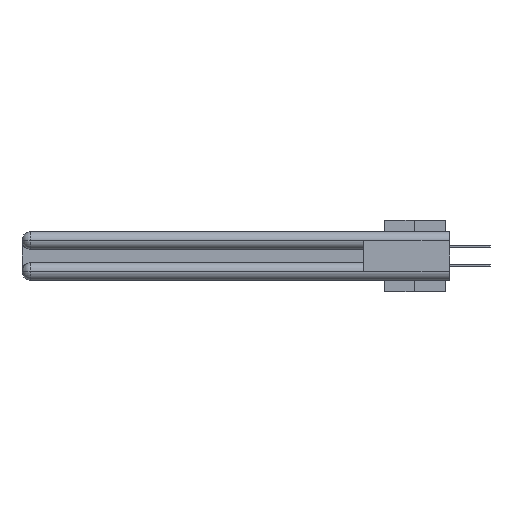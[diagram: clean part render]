
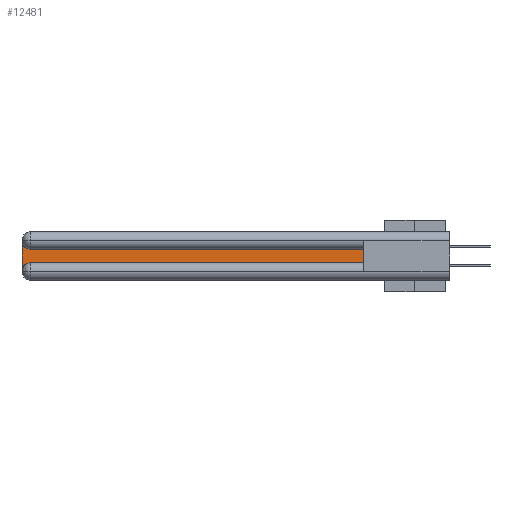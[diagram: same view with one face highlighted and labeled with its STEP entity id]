
A CAD part, left-side view. The second image highlights one B-rep face of the part: STEP entity #12481.
In plain terms, the highlighted planar face has unit normal (-1, 0, 0).
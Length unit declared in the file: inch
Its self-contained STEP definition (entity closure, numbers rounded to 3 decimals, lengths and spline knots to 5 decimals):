
#1855 = ORIENTED_EDGE ( 'NONE', *, *, #32474, .T. ) ;
#2439 = VERTEX_POINT ( 'NONE', #17436 ) ;
#2539 = ORIENTED_EDGE ( 'NONE', *, *, #28490, .T. ) ;
#4074 = DIRECTION ( 'NONE',  ( 0., 0., 1. ) ) ;
#4693 = EDGE_CURVE ( 'NONE', #34301, #10681, #28163, .T. ) ;
#5593 = DIRECTION ( 'NONE',  ( 0., 0., -1. ) ) ;
#6374 = DIRECTION ( 'NONE',  ( 1., 0., 0. ) ) ;
#7083 = CARTESIAN_POINT ( 'NONE',  ( 0.075, 2.94, -0.2175 ) ) ;
#8364 = LINE ( 'NONE', #28931, #34202 ) ;
#9584 = DIRECTION ( 'NONE',  ( 0., 0., -1. ) ) ;
#10044 = CARTESIAN_POINT ( 'NONE',  ( 0.075, 0.6, -0.2175 ) ) ;
#10681 = VERTEX_POINT ( 'NONE', #7083 ) ;
#10886 = ORIENTED_EDGE ( 'NONE', *, *, #30241, .T. ) ;
#11376 = CARTESIAN_POINT ( 'NONE',  ( 0.075, 2.94, -0.0625 ) ) ;
#11408 = DIRECTION ( 'NONE',  ( 0., -1., 0. ) ) ;
#12137 = VECTOR ( 'NONE', #11408, 39.37008 ) ;
#12481 = ADVANCED_FACE ( 'NONE', ( #32738 ), #33894, .F. ) ;
#12682 = VERTEX_POINT ( 'NONE', #10044 ) ;
#12736 = AXIS2_PLACEMENT_3D ( 'NONE', #11376, #24928, #30495 ) ;
#13271 = LINE ( 'NONE', #20693, #23592 ) ;
#16038 = ORIENTED_EDGE ( 'NONE', *, *, #4693, .T. ) ;
#16614 = EDGE_CURVE ( 'NONE', #10681, #12682, #28481, .T. ) ;
#17436 = CARTESIAN_POINT ( 'NONE',  ( 0.075, 0.6, -0.1225 ) ) ;
#17500 = CARTESIAN_POINT ( 'NONE',  ( 0.075, 3., -0.1225 ) ) ;
#18341 = ORIENTED_EDGE ( 'NONE', *, *, #16614, .T. ) ;
#18462 = EDGE_CURVE ( 'NONE', #30607, #25561, #32622, .T. ) ;
#18666 = ORIENTED_EDGE ( 'NONE', *, *, #18462, .T. ) ;
#20693 = CARTESIAN_POINT ( 'NONE',  ( 0.075, 0.6, -0.2175 ) ) ;
#21230 = CARTESIAN_POINT ( 'NONE',  ( 0.075, 0.6, -0.1225 ) ) ;
#22040 = VECTOR ( 'NONE', #26894, 39.37008 ) ;
#23592 = VECTOR ( 'NONE', #4074, 39.37008 ) ;
#24105 = AXIS2_PLACEMENT_3D ( 'NONE', #27680, #32737, #5593 ) ;
#24928 = DIRECTION ( 'NONE',  ( 1., 0., 0. ) ) ;
#25222 = EDGE_LOOP ( 'NONE', ( #2539, #18666, #10886, #16038, #18341, #1855 ) ) ;
#25248 = AXIS2_PLACEMENT_3D ( 'NONE', #17500, #6374, #9584 ) ;
#25561 = VERTEX_POINT ( 'NONE', #28533 ) ;
#26803 = LINE ( 'NONE', #21230, #22040 ) ;
#26894 = DIRECTION ( 'NONE',  ( 0., 1., 0. ) ) ;
#27680 = CARTESIAN_POINT ( 'NONE',  ( 0.075, 2.94, -0.2775 ) ) ;
#28132 = CARTESIAN_POINT ( 'NONE',  ( 0.075, 0.6, -0.2175 ) ) ;
#28163 = CIRCLE ( 'NONE', #24105, 0.06 ) ;
#28481 = LINE ( 'NONE', #28132, #12137 ) ;
#28490 = EDGE_CURVE ( 'NONE', #2439, #30607, #26803, .T. ) ;
#28533 = CARTESIAN_POINT ( 'NONE',  ( 0.075, 3., -0.0625 ) ) ;
#28814 = DIRECTION ( 'NONE',  ( 0., 0., -1. ) ) ;
#28931 = CARTESIAN_POINT ( 'NONE',  ( 0.075, 3., -0.2175 ) ) ;
#29322 = CARTESIAN_POINT ( 'NONE',  ( 0.075, 3., -0.2775 ) ) ;
#30241 = EDGE_CURVE ( 'NONE', #25561, #34301, #8364, .T. ) ;
#30495 = DIRECTION ( 'NONE',  ( 0., 0., -1. ) ) ;
#30607 = VERTEX_POINT ( 'NONE', #34527 ) ;
#32474 = EDGE_CURVE ( 'NONE', #12682, #2439, #13271, .T. ) ;
#32622 = CIRCLE ( 'NONE', #12736, 0.06 ) ;
#32737 = DIRECTION ( 'NONE',  ( 1., 0., 0. ) ) ;
#32738 = FACE_OUTER_BOUND ( 'NONE', #25222, .T. ) ;
#33894 = PLANE ( 'NONE',  #25248 ) ;
#34202 = VECTOR ( 'NONE', #28814, 39.37008 ) ;
#34301 = VERTEX_POINT ( 'NONE', #29322 ) ;
#34527 = CARTESIAN_POINT ( 'NONE',  ( 0.075, 2.94, -0.1225 ) ) ;
